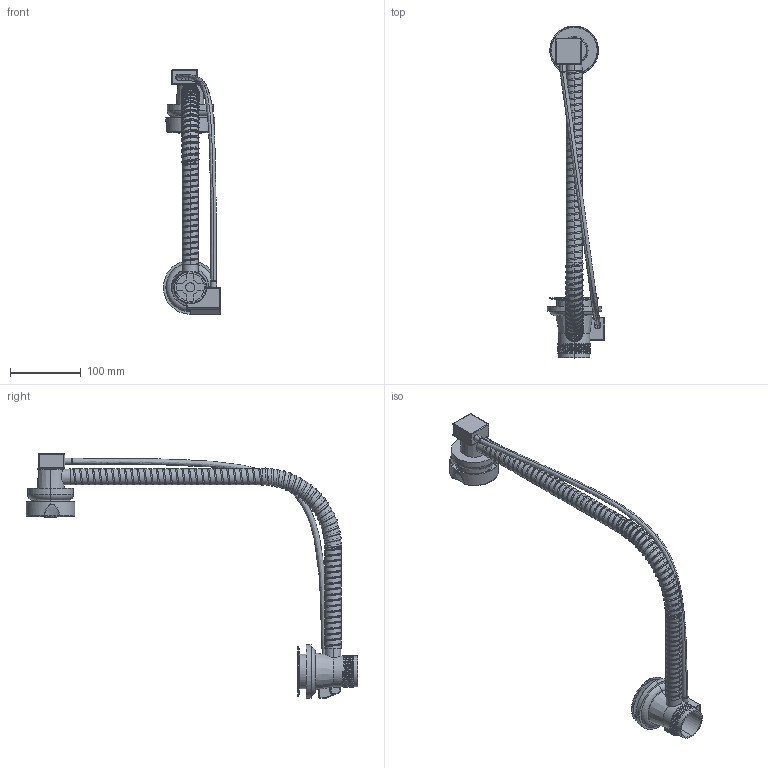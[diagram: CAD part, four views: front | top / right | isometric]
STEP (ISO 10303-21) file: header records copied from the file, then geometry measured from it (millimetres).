
FILE_DESCRIPTION (( 'STEP AP214' ), '1' );
FILE_NAME ('NTBW200_STEP_V11222.STEP', '2022-12-13T10:10:36', ( '' ), ( '' ), 'SwSTEP 2.0', 'SolidWorks 2019', '' );
FILE_SCHEMA (( 'AUTOMOTIVE_DESIGN' ));
Length unit declared in the file: millimetre
Products named in the file (1): NTBW200_STEP_V11222
Bounding box: 81 x 469.5 x 346 mm (x, y, z)
Volume: 459519.2 mm3; surface area: 163955.2 mm2
Topology: 5 solids, 5 shells, 418 faces, 1061 edges, 658 vertices
Faces by surface type: cylinder 218, plane 75, torus 71, sphere 22, bspline 20, cone 12
Entity records: 62968 total; most frequent: CARTESIAN_POINT 53727, ORIENTED_EDGE 2092, DIRECTION 1797, EDGE_CURVE 1046, AXIS2_PLACEMENT_3D 742, VERTEX_POINT 658, EDGE_LOOP 444, ADVANCED_FACE 418
